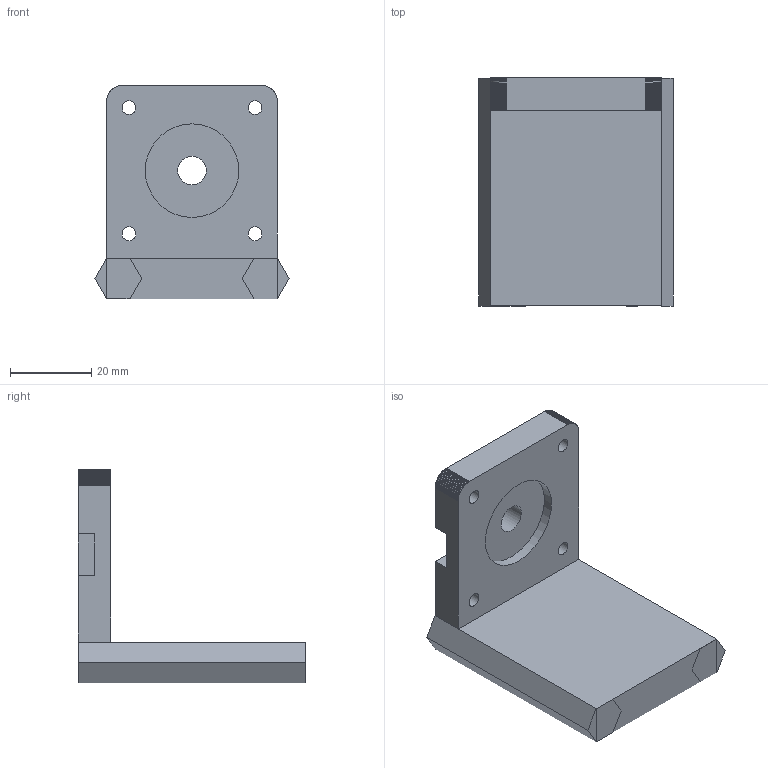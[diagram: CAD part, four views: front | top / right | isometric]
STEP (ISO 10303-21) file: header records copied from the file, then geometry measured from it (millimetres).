
FILE_DESCRIPTION(('FreeCAD Model'),'2;1');
FILE_NAME('Open CASCADE Shape Model','2024-01-10T22:29:51',(''),(''), 'Open CASCADE STEP processor 7.6','FreeCAD','Unknown');
FILE_SCHEMA(('AUTOMOTIVE_DESIGN { 1 0 10303 214 1 1 1 1 }'));
Length unit declared in the file: millimetre
Products named in the file (1): union007
Bounding box: 47.77 x 56 x 52.5 mm (x, y, z)
Volume: 37024.8 mm3; surface area: 11912.6 mm2
Topology: 1 solids, 1 shells, 110 faces, 309 edges, 206 vertices
Faces by surface type: plane 98, cylinder 12
Full cylindrical faces by diameter (mm): 3.4 x4, 4.4 x2, 6 x4, 7 x1, 23 x1
Entity records: 7591 total; most frequent: CARTESIAN_POINT 1330, DIRECTION 1156, LINE 863, VECTOR 863, ORIENTED_EDGE 618, PCURVE 618, DEFINITIONAL_REPRESENTATION 618, EDGE_CURVE 309
